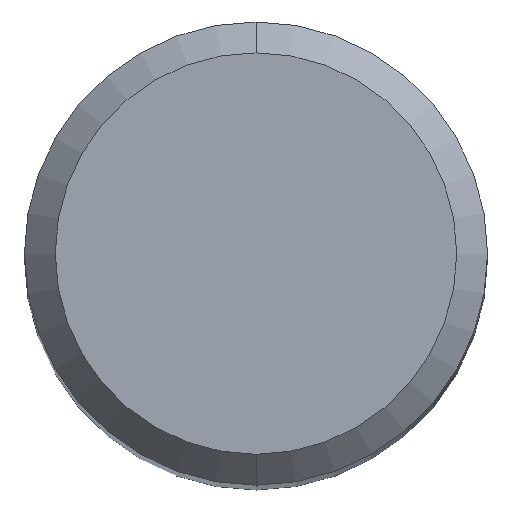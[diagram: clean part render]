
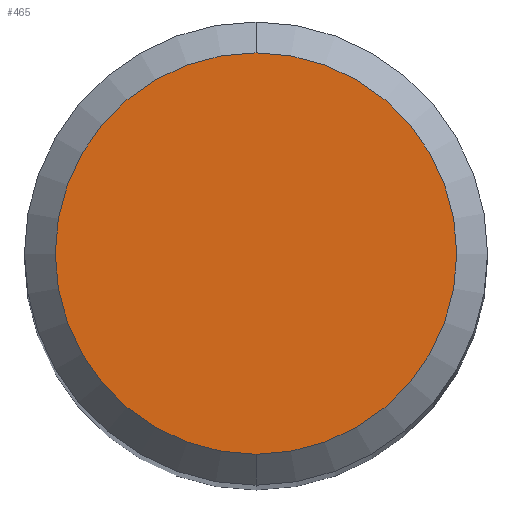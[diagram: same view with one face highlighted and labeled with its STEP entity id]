
A CAD part, top view. The second image highlights one B-rep face of the part: STEP entity #465.
In plain terms, the highlighted planar face has unit normal (0, 0, 1).
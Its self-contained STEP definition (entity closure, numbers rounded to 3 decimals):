
#215=VERTEX_POINT('',#543);
#265=EDGE_CURVE('',#331,#215,#598,.T.);
#331=VERTEX_POINT('',#671);
#337=EDGE_CURVE('',#215,#331,#677,.T.);
#465=ADVANCED_FACE('',(#821),#822,.T.);
#543=CARTESIAN_POINT('',(0.,-2.6,0.0));
#598=CIRCLE('',#1014,2.6);
#671=CARTESIAN_POINT('',(0.0,2.6,0.0));
#677=CIRCLE('',#1173,2.6);
#821=FACE_OUTER_BOUND('',#1473,.T.);
#822=PLANE('',#1474);
#1014=AXIS2_PLACEMENT_3D('',#1621,#1622,#1623);
#1173=AXIS2_PLACEMENT_3D('',#1693,#1694,#1695);
#1473=EDGE_LOOP('',(#1862,#1863));
#1474=AXIS2_PLACEMENT_3D('',#1864,#1865,#1866);
#1621=CARTESIAN_POINT('',(0.0,0.0,0.0));
#1622=DIRECTION('',(0.0,0.0,-1.0));
#1623=DIRECTION('',(0.0,1.0,0.0));
#1693=CARTESIAN_POINT('',(0.0,0.0,0.0));
#1694=DIRECTION('',(0.0,0.0,-1.0));
#1695=DIRECTION('',(0.0,1.0,0.0));
#1862=ORIENTED_EDGE('',*,*,#265,.F.);
#1863=ORIENTED_EDGE('',*,*,#337,.F.);
#1864=CARTESIAN_POINT('',(0.0,1.3,0.0));
#1865=DIRECTION('',(-0.0,0.0,1.0));
#1866=DIRECTION('',(0.0,-1.0,0.0));
